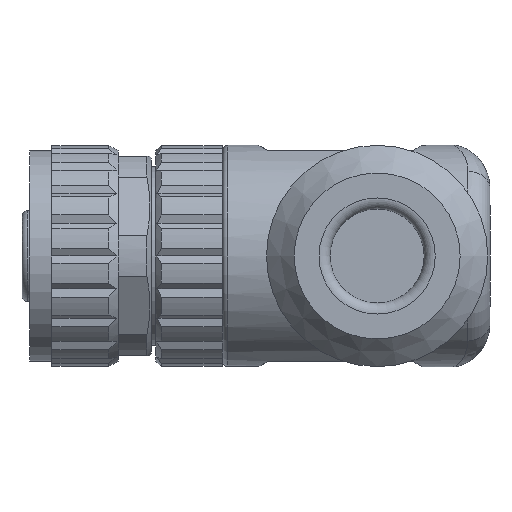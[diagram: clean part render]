
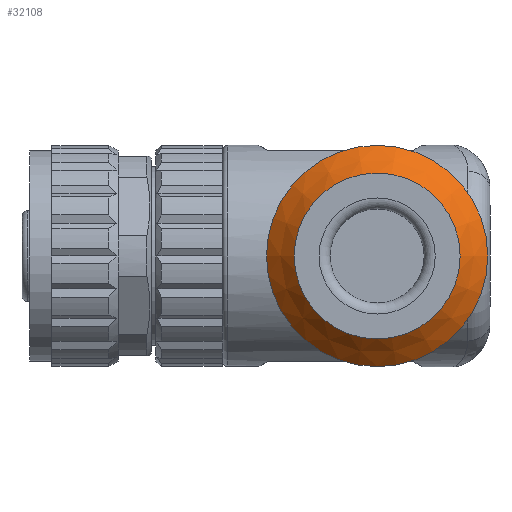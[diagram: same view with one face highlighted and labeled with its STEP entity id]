
A CAD part, left-side view. The second image highlights one B-rep face of the part: STEP entity #32108.
In plain terms, the highlighted conical face has half-angle 45 degrees and reference radius 8.75 mm.
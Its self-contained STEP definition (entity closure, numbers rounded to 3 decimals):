
#30196 = PLANE('',#30197);
#30197 = AXIS2_PLACEMENT_3D('',#30198,#30199,#30200);
#30198 = CARTESIAN_POINT('',(-28.5,-10.925,0.));
#30199 = DIRECTION('',(-1.,0.,0.));
#30200 = DIRECTION('',(0.,0.,-1.));
#30238 = EDGE_CURVE('',#30239,#30239,#30241,.T.);
#30239 = VERTEX_POINT('',#30240);
#30240 = CARTESIAN_POINT('',(-28.5,-9.3,0.));
#30241 = SURFACE_CURVE('',#30242,(#30247,#30254),.PCURVE_S1.);
#30242 = CIRCLE('',#30243,7.5);
#30243 = AXIS2_PLACEMENT_3D('',#30244,#30245,#30246);
#30244 = CARTESIAN_POINT('',(-28.5,-16.8,0.));
#30245 = DIRECTION('',(-1.,0.,0.));
#30246 = DIRECTION('',(0.,1.,0.));
#30247 = PCURVE('',#30196,#30248);
#30248 = DEFINITIONAL_REPRESENTATION('',(#30249),#30253);
#30249 = CIRCLE('',#30250,7.5);
#30250 = AXIS2_PLACEMENT_2D('',#30251,#30252);
#30251 = CARTESIAN_POINT('',(0.,5.875));
#30252 = DIRECTION('',(0.,-1.));
#30253 = ( GEOMETRIC_REPRESENTATION_CONTEXT(2) 
PARAMETRIC_REPRESENTATION_CONTEXT() REPRESENTATION_CONTEXT('2D SPACE',''
  ) );
#30254 = PCURVE('',#30255,#30260);
#30255 = CONICAL_SURFACE('',#30256,8.75,0.785);
#30256 = AXIS2_PLACEMENT_3D('',#30257,#30258,#30259);
#30257 = CARTESIAN_POINT('',(-27.25,-16.8,0.));
#30258 = DIRECTION('',(1.,0.,0.));
#30259 = DIRECTION('',(0.,1.,0.));
#30260 = DEFINITIONAL_REPRESENTATION('',(#30261),#30287);
#30261 = B_SPLINE_CURVE_WITH_KNOTS('',3,(#30262,#30263,#30264,#30265,
    #30266,#30267,#30268,#30269,#30270,#30271,#30272,#30273,#30274,
    #30275,#30276,#30277,#30278,#30279,#30280,#30281,#30282,#30283,
    #30284,#30285,#30286),.UNSPECIFIED.,.F.,.F.,(4,1,1,1,1,1,1,1,1,1,1,1
    ,1,1,1,1,1,1,1,1,1,1,4),(0.,0.286,0.571,
    0.857,1.142,1.428,1.714,
    1.999,2.285,2.57,2.856,
    3.142,3.427,3.713,3.998,
    4.284,4.57,4.855,5.141,
    5.426,5.712,5.998,6.283),
  .QUASI_UNIFORM_KNOTS.);
#30262 = CARTESIAN_POINT('',(6.283,-1.25));
#30263 = CARTESIAN_POINT('',(6.188,-1.25));
#30264 = CARTESIAN_POINT('',(5.998,-1.25));
#30265 = CARTESIAN_POINT('',(5.712,-1.25));
#30266 = CARTESIAN_POINT('',(5.426,-1.25));
#30267 = CARTESIAN_POINT('',(5.141,-1.25));
#30268 = CARTESIAN_POINT('',(4.855,-1.25));
#30269 = CARTESIAN_POINT('',(4.57,-1.25));
#30270 = CARTESIAN_POINT('',(4.284,-1.25));
#30271 = CARTESIAN_POINT('',(3.998,-1.25));
#30272 = CARTESIAN_POINT('',(3.713,-1.25));
#30273 = CARTESIAN_POINT('',(3.427,-1.25));
#30274 = CARTESIAN_POINT('',(3.142,-1.25));
#30275 = CARTESIAN_POINT('',(2.856,-1.25));
#30276 = CARTESIAN_POINT('',(2.57,-1.25));
#30277 = CARTESIAN_POINT('',(2.285,-1.25));
#30278 = CARTESIAN_POINT('',(1.999,-1.25));
#30279 = CARTESIAN_POINT('',(1.714,-1.25));
#30280 = CARTESIAN_POINT('',(1.428,-1.25));
#30281 = CARTESIAN_POINT('',(1.142,-1.25));
#30282 = CARTESIAN_POINT('',(0.857,-1.25));
#30283 = CARTESIAN_POINT('',(0.571,-1.25));
#30284 = CARTESIAN_POINT('',(0.286,-1.25));
#30285 = CARTESIAN_POINT('',(0.095,-1.25));
#30286 = CARTESIAN_POINT('',(0.,-1.25));
#30287 = ( GEOMETRIC_REPRESENTATION_CONTEXT(2) 
PARAMETRIC_REPRESENTATION_CONTEXT() REPRESENTATION_CONTEXT('2D SPACE',''
  ) );
#31969 = CYLINDRICAL_SURFACE('',#31970,10.);
#31970 = AXIS2_PLACEMENT_3D('',#31971,#31972,#31973);
#31971 = CARTESIAN_POINT('',(-25.25,-16.8,0.));
#31972 = DIRECTION('',(-1.,0.,0.));
#31973 = DIRECTION('',(0.,1.,0.));
#32019 = EDGE_CURVE('',#32020,#32020,#32022,.T.);
#32020 = VERTEX_POINT('',#32021);
#32021 = CARTESIAN_POINT('',(-26.,-6.8,0.));
#32022 = SURFACE_CURVE('',#32023,(#32028,#32057),.PCURVE_S1.);
#32023 = CIRCLE('',#32024,10.);
#32024 = AXIS2_PLACEMENT_3D('',#32025,#32026,#32027);
#32025 = CARTESIAN_POINT('',(-26.,-16.8,0.));
#32026 = DIRECTION('',(-1.,0.,0.));
#32027 = DIRECTION('',(0.,1.,0.));
#32028 = PCURVE('',#31969,#32029);
#32029 = DEFINITIONAL_REPRESENTATION('',(#32030),#32056);
#32030 = B_SPLINE_CURVE_WITH_KNOTS('',3,(#32031,#32032,#32033,#32034,
    #32035,#32036,#32037,#32038,#32039,#32040,#32041,#32042,#32043,
    #32044,#32045,#32046,#32047,#32048,#32049,#32050,#32051,#32052,
    #32053,#32054,#32055),.UNSPECIFIED.,.F.,.F.,(4,1,1,1,1,1,1,1,1,1,1,1
    ,1,1,1,1,1,1,1,1,1,1,4),(0.,0.286,0.571,
    0.857,1.142,1.428,1.714,
    1.999,2.285,2.57,2.856,
    3.142,3.427,3.713,3.998,
    4.284,4.57,4.855,5.141,
    5.426,5.712,5.998,6.283),
  .QUASI_UNIFORM_KNOTS.);
#32031 = CARTESIAN_POINT('',(0.,0.75));
#32032 = CARTESIAN_POINT('',(0.095,0.75));
#32033 = CARTESIAN_POINT('',(0.286,0.75));
#32034 = CARTESIAN_POINT('',(0.571,0.75));
#32035 = CARTESIAN_POINT('',(0.857,0.75));
#32036 = CARTESIAN_POINT('',(1.142,0.75));
#32037 = CARTESIAN_POINT('',(1.428,0.75));
#32038 = CARTESIAN_POINT('',(1.714,0.75));
#32039 = CARTESIAN_POINT('',(1.999,0.75));
#32040 = CARTESIAN_POINT('',(2.285,0.75));
#32041 = CARTESIAN_POINT('',(2.57,0.75));
#32042 = CARTESIAN_POINT('',(2.856,0.75));
#32043 = CARTESIAN_POINT('',(3.142,0.75));
#32044 = CARTESIAN_POINT('',(3.427,0.75));
#32045 = CARTESIAN_POINT('',(3.713,0.75));
#32046 = CARTESIAN_POINT('',(3.998,0.75));
#32047 = CARTESIAN_POINT('',(4.284,0.75));
#32048 = CARTESIAN_POINT('',(4.57,0.75));
#32049 = CARTESIAN_POINT('',(4.855,0.75));
#32050 = CARTESIAN_POINT('',(5.141,0.75));
#32051 = CARTESIAN_POINT('',(5.426,0.75));
#32052 = CARTESIAN_POINT('',(5.712,0.75));
#32053 = CARTESIAN_POINT('',(5.998,0.75));
#32054 = CARTESIAN_POINT('',(6.188,0.75));
#32055 = CARTESIAN_POINT('',(6.283,0.75));
#32056 = ( GEOMETRIC_REPRESENTATION_CONTEXT(2) 
PARAMETRIC_REPRESENTATION_CONTEXT() REPRESENTATION_CONTEXT('2D SPACE',''
  ) );
#32057 = PCURVE('',#30255,#32058);
#32058 = DEFINITIONAL_REPRESENTATION('',(#32059),#32085);
#32059 = B_SPLINE_CURVE_WITH_KNOTS('',3,(#32060,#32061,#32062,#32063,
    #32064,#32065,#32066,#32067,#32068,#32069,#32070,#32071,#32072,
    #32073,#32074,#32075,#32076,#32077,#32078,#32079,#32080,#32081,
    #32082,#32083,#32084),.UNSPECIFIED.,.F.,.F.,(4,1,1,1,1,1,1,1,1,1,1,1
    ,1,1,1,1,1,1,1,1,1,1,4),(0.,0.286,0.571,
    0.857,1.142,1.428,1.714,
    1.999,2.285,2.57,2.856,
    3.142,3.427,3.713,3.998,
    4.284,4.57,4.855,5.141,
    5.426,5.712,5.998,6.283),
  .QUASI_UNIFORM_KNOTS.);
#32060 = CARTESIAN_POINT('',(6.283,1.25));
#32061 = CARTESIAN_POINT('',(6.188,1.25));
#32062 = CARTESIAN_POINT('',(5.998,1.25));
#32063 = CARTESIAN_POINT('',(5.712,1.25));
#32064 = CARTESIAN_POINT('',(5.426,1.25));
#32065 = CARTESIAN_POINT('',(5.141,1.25));
#32066 = CARTESIAN_POINT('',(4.855,1.25));
#32067 = CARTESIAN_POINT('',(4.57,1.25));
#32068 = CARTESIAN_POINT('',(4.284,1.25));
#32069 = CARTESIAN_POINT('',(3.998,1.25));
#32070 = CARTESIAN_POINT('',(3.713,1.25));
#32071 = CARTESIAN_POINT('',(3.427,1.25));
#32072 = CARTESIAN_POINT('',(3.142,1.25));
#32073 = CARTESIAN_POINT('',(2.856,1.25));
#32074 = CARTESIAN_POINT('',(2.57,1.25));
#32075 = CARTESIAN_POINT('',(2.285,1.25));
#32076 = CARTESIAN_POINT('',(1.999,1.25));
#32077 = CARTESIAN_POINT('',(1.714,1.25));
#32078 = CARTESIAN_POINT('',(1.428,1.25));
#32079 = CARTESIAN_POINT('',(1.142,1.25));
#32080 = CARTESIAN_POINT('',(0.857,1.25));
#32081 = CARTESIAN_POINT('',(0.571,1.25));
#32082 = CARTESIAN_POINT('',(0.286,1.25));
#32083 = CARTESIAN_POINT('',(0.095,1.25));
#32084 = CARTESIAN_POINT('',(0.,1.25));
#32085 = ( GEOMETRIC_REPRESENTATION_CONTEXT(2) 
PARAMETRIC_REPRESENTATION_CONTEXT() REPRESENTATION_CONTEXT('2D SPACE',''
  ) );
#32108 = ADVANCED_FACE('',(#32109),#30255,.T.);
#32109 = FACE_BOUND('',#32110,.T.);
#32110 = EDGE_LOOP('',(#32111,#32112,#32132,#32133));
#32111 = ORIENTED_EDGE('',*,*,#30238,.F.);
#32112 = ORIENTED_EDGE('',*,*,#32113,.T.);
#32113 = EDGE_CURVE('',#30239,#32020,#32114,.T.);
#32114 = SEAM_CURVE('',#32115,(#32118,#32125),.PCURVE_S1.);
#32115 = B_SPLINE_CURVE_WITH_KNOTS('',1,(#32116,#32117),.UNSPECIFIED.,
  .F.,.F.,(2,2),(-1.768,1.768),
  .PIECEWISE_BEZIER_KNOTS.);
#32116 = CARTESIAN_POINT('',(-28.5,-9.3,
    0.));
#32117 = CARTESIAN_POINT('',(-26.,-6.8,0.)
  );
#32118 = PCURVE('',#30255,#32119);
#32119 = DEFINITIONAL_REPRESENTATION('',(#32120),#32124);
#32120 = LINE('',#32121,#32122);
#32121 = CARTESIAN_POINT('',(6.283,0.));
#32122 = VECTOR('',#32123,1.);
#32123 = DIRECTION('',(0.,1.));
#32124 = ( GEOMETRIC_REPRESENTATION_CONTEXT(2) 
PARAMETRIC_REPRESENTATION_CONTEXT() REPRESENTATION_CONTEXT('2D SPACE',''
  ) );
#32125 = PCURVE('',#30255,#32126);
#32126 = DEFINITIONAL_REPRESENTATION('',(#32127),#32131);
#32127 = LINE('',#32128,#32129);
#32128 = CARTESIAN_POINT('',(0.,0.));
#32129 = VECTOR('',#32130,1.);
#32130 = DIRECTION('',(0.,1.));
#32131 = ( GEOMETRIC_REPRESENTATION_CONTEXT(2) 
PARAMETRIC_REPRESENTATION_CONTEXT() REPRESENTATION_CONTEXT('2D SPACE',''
  ) );
#32132 = ORIENTED_EDGE('',*,*,#32019,.T.);
#32133 = ORIENTED_EDGE('',*,*,#32113,.F.);
